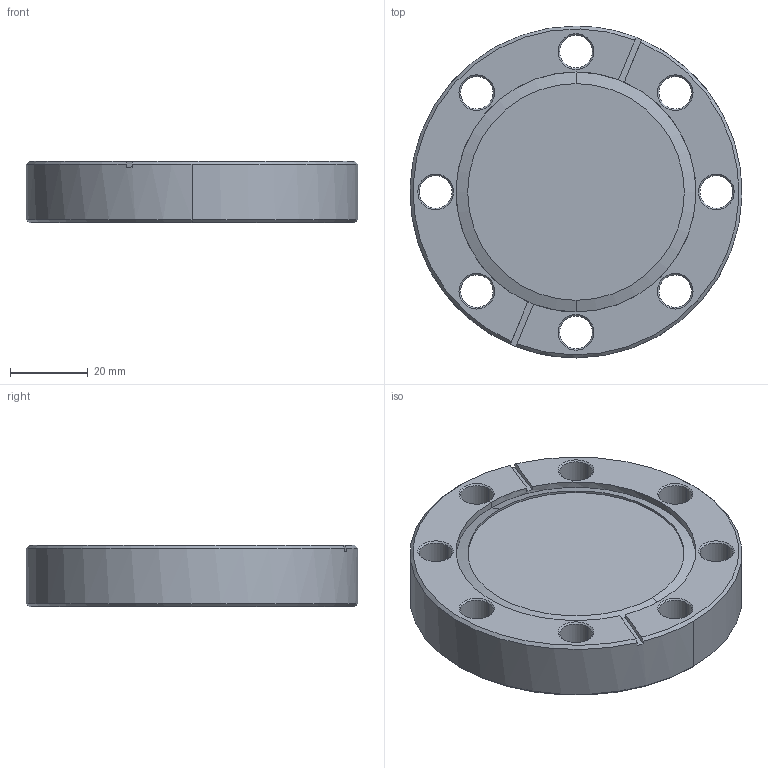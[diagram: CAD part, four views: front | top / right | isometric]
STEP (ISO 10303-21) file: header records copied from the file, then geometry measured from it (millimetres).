
FILE_DESCRIPTION((''),'2;1');
FILE_NAME('110015','2004-03-10T',('Rmunns'),(''),'PRO/ENGINEER BY PARAMETRIC TECHNOLOGY CORPORATION, 2001150','PRO/ENGINEER BY PARAMETRIC TECHNOLOGY CORPORATION, 2001150','');
FILE_SCHEMA(('CONFIG_CONTROL_DESIGN'));
Length unit declared in the file: inch
Products named in the file (1): 110015
Bounding box: 85.6 x 85.6 x 15.75 mm (x, y, z)
Volume: 79560.9 mm3; surface area: 18391.9 mm2
Topology: 1 solids, 1 shells, 70 faces, 166 edges, 98 vertices
Faces by surface type: cone 38, cylinder 22, plane 10
Entity records: 2098 total; most frequent: DIRECTION 382, CARTESIAN_POINT 366, ORIENTED_EDGE 332, EDGE_CURVE 166, AXIS2_PLACEMENT_3D 154, VERTEX_POINT 98, EDGE_LOOP 86, CIRCLE 84
